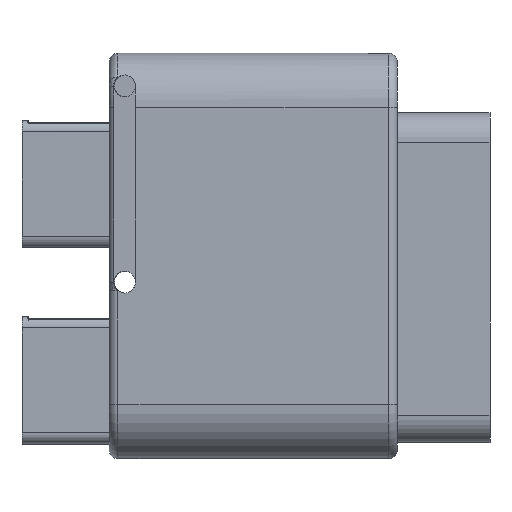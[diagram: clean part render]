
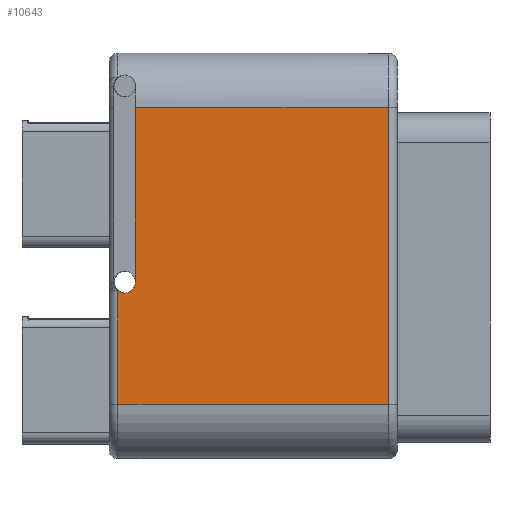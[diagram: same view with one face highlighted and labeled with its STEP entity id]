
A CAD part, left-side view. The second image highlights one B-rep face of the part: STEP entity #10643.
In plain terms, the highlighted planar face has unit normal (-1, 0, 0).
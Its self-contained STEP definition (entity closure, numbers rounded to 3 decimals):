
#222=PLANE('',#11409);
#661=FACE_OUTER_BOUND('',#1286,.T.);
#1286=EDGE_LOOP('',(#7312,#7313,#7314,#7315,#7316,#7317));
#1979=LINE('',#15798,#3077);
#1995=LINE('',#15851,#3093);
#1996=LINE('',#15855,#3094);
#1997=LINE('',#15857,#3095);
#1998=LINE('',#15860,#3096);
#3077=VECTOR('',#12509,10.);
#3093=VECTOR('',#12563,10.);
#3094=VECTOR('',#12568,10.);
#3095=VECTOR('',#12569,10.);
#3096=VECTOR('',#12572,10.);
#4191=CIRCLE('',#11410,2.5);
#4634=VERTEX_POINT('',#15788);
#4636=VERTEX_POINT('',#15794);
#4655=VERTEX_POINT('',#15850);
#4656=VERTEX_POINT('',#15854);
#4657=VERTEX_POINT('',#15856);
#4658=VERTEX_POINT('',#15858);
#5676=EDGE_CURVE('',#4634,#4636,#1979,.T.);
#5702=EDGE_CURVE('',#4655,#4636,#1995,.T.);
#5704=EDGE_CURVE('',#4656,#4634,#1996,.T.);
#5705=EDGE_CURVE('',#4656,#4657,#1997,.T.);
#5706=EDGE_CURVE('',#4657,#4658,#4191,.T.);
#5707=EDGE_CURVE('',#4655,#4658,#1998,.T.);
#7312=ORIENTED_EDGE('',*,*,#5676,.F.);
#7313=ORIENTED_EDGE('',*,*,#5704,.F.);
#7314=ORIENTED_EDGE('',*,*,#5705,.T.);
#7315=ORIENTED_EDGE('',*,*,#5706,.T.);
#7316=ORIENTED_EDGE('',*,*,#5707,.F.);
#7317=ORIENTED_EDGE('',*,*,#5702,.T.);
#10643=ADVANCED_FACE('',(#661),#222,.T.);
#11409=AXIS2_PLACEMENT_3D('',#15853,#12566,#12567);
#11410=AXIS2_PLACEMENT_3D('',#15859,#12570,#12571);
#12509=DIRECTION('',(0.,0.,-1.));
#12563=DIRECTION('',(0.,-1.,0.));
#12566=DIRECTION('center_axis',(-1.,0.,0.));
#12567=DIRECTION('ref_axis',(0.,0.,1.));
#12568=DIRECTION('',(0.,-1.,0.));
#12569=DIRECTION('',(0.,0.,-1.));
#12570=DIRECTION('center_axis',(1.,0.,0.));
#12571=DIRECTION('ref_axis',(0.,1.,0.));
#12572=DIRECTION('',(0.,0.,1.));
#15788=CARTESIAN_POINT('',(-3.,-4.,80.5));
#15794=CARTESIAN_POINT('',(-3.,-4.,12.5));
#15798=CARTESIAN_POINT('',(-3.,-4.,5.75));
#15850=CARTESIAN_POINT('',(-3.,58.,12.5));
#15851=CARTESIAN_POINT('',(-3.,-3.,12.5));
#15853=CARTESIAN_POINT('Origin',(-3.,0.,0.));
#15854=CARTESIAN_POINT('',(-3.,54.,80.5));
#15855=CARTESIAN_POINT('',(-3.,0.,80.5));
#15856=CARTESIAN_POINT('',(-3.,54.,40.5));
#15857=CARTESIAN_POINT('',(-3.,54.,42.75));
#15858=CARTESIAN_POINT('',(-3.,58.,38.5));
#15859=CARTESIAN_POINT('Origin',(-3.,56.5,40.5));
#15860=CARTESIAN_POINT('',(-3.,58.,23.25));
